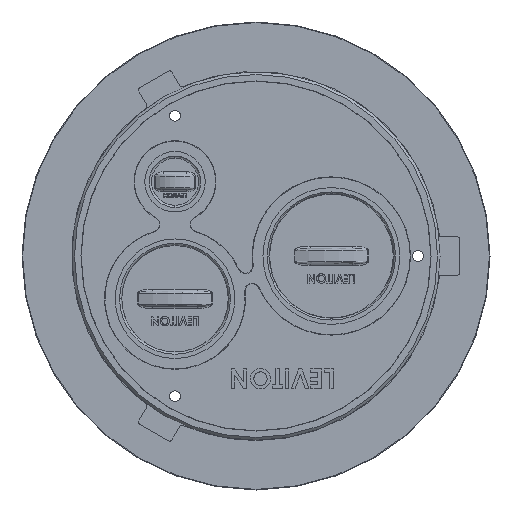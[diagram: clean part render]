
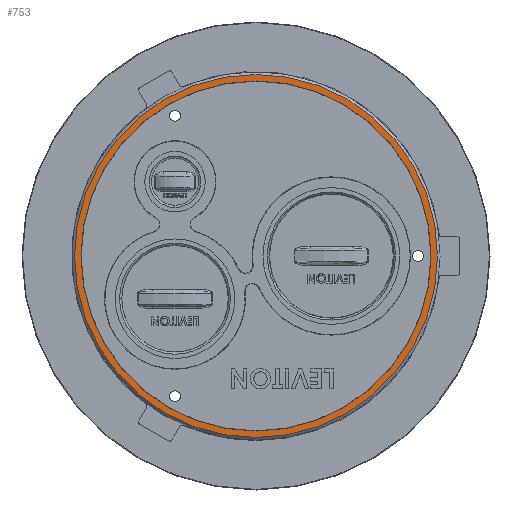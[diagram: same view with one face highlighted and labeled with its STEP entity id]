
A CAD part, front view. The second image highlights one B-rep face of the part: STEP entity #753.
In plain terms, the highlighted planar face has unit normal (0, -1, 0).
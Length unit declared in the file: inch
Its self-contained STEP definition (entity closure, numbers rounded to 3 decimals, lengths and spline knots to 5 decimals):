
#78 = CIRCLE ( 'NONE', #12468, 2.43122 ) ;
#753 = ADVANCED_FACE ( 'NONE', ( #21726, #19420 ), #22710, .T. ) ;
#1262 = CIRCLE ( 'NONE', #17290, 2.52076 ) ;
#2606 = DIRECTION ( 'NONE',  ( 0., -1., 0. ) ) ;
#4677 = EDGE_CURVE ( 'NONE', #21826, #23540, #78, .T. ) ;
#4974 = DIRECTION ( 'NONE',  ( 0., 0., -1. ) ) ;
#6590 = CARTESIAN_POINT ( 'NONE',  ( 2.65745, 3.77571, 4.53645 ) ) ;
#6849 = CARTESIAN_POINT ( 'NONE',  ( 2.65745, 3.77571, 7.05721 ) ) ;
#7102 = AXIS2_PLACEMENT_3D ( 'NONE', #11612, #19240, #13594 ) ;
#7824 = CIRCLE ( 'NONE', #19747, 2.52076 ) ;
#10841 = EDGE_CURVE ( 'NONE', #12451, #13541, #1262, .T. ) ;
#11612 = CARTESIAN_POINT ( 'NONE',  ( 2.65745, 3.77571, 4.53645 ) ) ;
#12315 = ORIENTED_EDGE ( 'NONE', *, *, #10841, .T. ) ;
#12451 = VERTEX_POINT ( 'NONE', #20653 ) ;
#12468 = AXIS2_PLACEMENT_3D ( 'NONE', #13928, #15609, #13843 ) ;
#12491 = CARTESIAN_POINT ( 'NONE',  ( 2.65745, 3.77571, 6.96767 ) ) ;
#13541 = VERTEX_POINT ( 'NONE', #6849 ) ;
#13594 = DIRECTION ( 'NONE',  ( 0., 0., -1. ) ) ;
#13843 = DIRECTION ( 'NONE',  ( 0., 0., -1. ) ) ;
#13928 = CARTESIAN_POINT ( 'NONE',  ( 2.65745, 3.77571, 4.53645 ) ) ;
#14094 = ORIENTED_EDGE ( 'NONE', *, *, #19699, .T. ) ;
#15609 = DIRECTION ( 'NONE',  ( 0., -1., 0. ) ) ;
#15794 = EDGE_LOOP ( 'NONE', ( #20064, #21828 ) ) ;
#17290 = AXIS2_PLACEMENT_3D ( 'NONE', #6590, #21195, #17392 ) ;
#17392 = DIRECTION ( 'NONE',  ( 0., 0., -1. ) ) ;
#17858 = CARTESIAN_POINT ( 'NONE',  ( 2.65745, 3.77571, 4.53645 ) ) ;
#18766 = CARTESIAN_POINT ( 'NONE',  ( 2.65745, 3.77571, 2.10523 ) ) ;
#18777 = EDGE_CURVE ( 'NONE', #23540, #21826, #23581, .T. ) ;
#19240 = DIRECTION ( 'NONE',  ( 0., -1., 0. ) ) ;
#19420 = FACE_BOUND ( 'NONE', #15794, .T. ) ;
#19699 = EDGE_CURVE ( 'NONE', #13541, #12451, #7824, .T. ) ;
#19747 = AXIS2_PLACEMENT_3D ( 'NONE', #17858, #21656, #4974 ) ;
#20064 = ORIENTED_EDGE ( 'NONE', *, *, #4677, .F. ) ;
#20151 = AXIS2_PLACEMENT_3D ( 'NONE', #20926, #2606, #22862 ) ;
#20653 = CARTESIAN_POINT ( 'NONE',  ( 2.65745, 3.77571, 2.01569 ) ) ;
#20926 = CARTESIAN_POINT ( 'NONE',  ( 2.65745, 3.77571, 4.53645 ) ) ;
#21195 = DIRECTION ( 'NONE',  ( 0., -1., 0. ) ) ;
#21656 = DIRECTION ( 'NONE',  ( 0., -1., 0. ) ) ;
#21726 = FACE_OUTER_BOUND ( 'NONE', #21830, .T. ) ;
#21826 = VERTEX_POINT ( 'NONE', #18766 ) ;
#21828 = ORIENTED_EDGE ( 'NONE', *, *, #18777, .F. ) ;
#21830 = EDGE_LOOP ( 'NONE', ( #14094, #12315 ) ) ;
#22710 = PLANE ( 'NONE',  #7102 ) ;
#22862 = DIRECTION ( 'NONE',  ( 0., 0., -1. ) ) ;
#23540 = VERTEX_POINT ( 'NONE', #12491 ) ;
#23581 = CIRCLE ( 'NONE', #20151, 2.43122 ) ;
